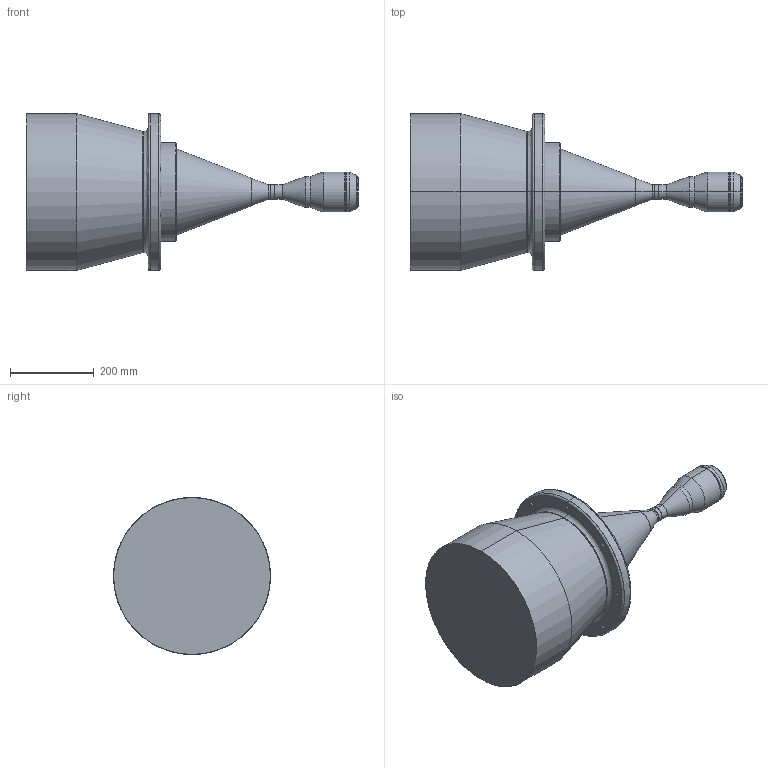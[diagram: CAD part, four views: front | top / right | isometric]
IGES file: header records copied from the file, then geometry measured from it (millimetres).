
Start section: SolidWorks IGES file using analytic representation for surfaces
Global section: file name: DTCM16K-300-AL IGESͼ.IGS,; native system: SolidWorks 2014; preprocessor: SolidWorks 2014; author: 16255; date: 191107.162736; units: millimetre
Bounding box: 795 x 376 x 376 mm (x, y, z)
Surface area: 767539.1 mm2 (no closed solid volume)
Topology: 0 solids, 0 shells, 85 faces, 2080 edges, 2080 vertices
Faces by surface type: revolution 64, bspline 21
